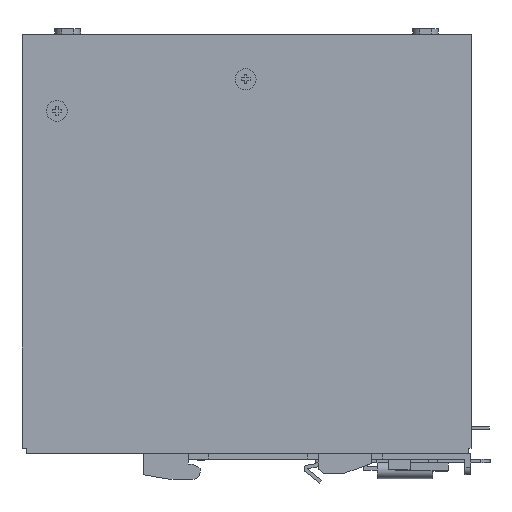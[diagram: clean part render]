
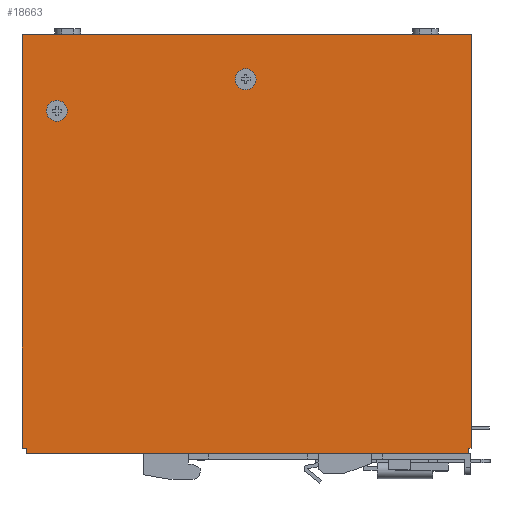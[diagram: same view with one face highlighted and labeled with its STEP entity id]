
A CAD part, left-side view. The second image highlights one B-rep face of the part: STEP entity #18663.
In plain terms, the highlighted planar face has unit normal (-1, 0, 0).
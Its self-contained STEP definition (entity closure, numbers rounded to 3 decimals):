
#458=LINE('',#27891,#2185);
#517=LINE('',#28315,#2244);
#678=LINE('',#28669,#2405);
#679=LINE('',#28675,#2406);
#680=LINE('',#28677,#2407);
#681=LINE('',#28679,#2408);
#682=LINE('',#28681,#2409);
#683=LINE('',#28682,#2410);
#2185=VECTOR('',#22055,1000.);
#2244=VECTOR('',#22434,1000.);
#2405=VECTOR('',#22651,1000.);
#2406=VECTOR('',#22658,1000.);
#2407=VECTOR('',#22659,1000.);
#2408=VECTOR('',#22660,1000.);
#2409=VECTOR('',#22661,1000.);
#2410=VECTOR('',#22662,1000.);
#4327=ORIENTED_EDGE('',*,*,#9269,.F.);
#4328=ORIENTED_EDGE('',*,*,#9270,.F.);
#4329=ORIENTED_EDGE('',*,*,#9271,.T.);
#4330=ORIENTED_EDGE('',*,*,#8886,.F.);
#4331=ORIENTED_EDGE('',*,*,#9268,.F.);
#4332=ORIENTED_EDGE('',*,*,#9272,.F.);
#4333=ORIENTED_EDGE('',*,*,#9273,.F.);
#4334=ORIENTED_EDGE('',*,*,#9274,.F.);
#4335=ORIENTED_EDGE('',*,*,#9094,.F.);
#4336=ORIENTED_EDGE('',*,*,#9275,.T.);
#8886=EDGE_CURVE('',#11365,#11357,#458,.T.);
#9094=EDGE_CURVE('',#11570,#11571,#517,.T.);
#9268=EDGE_CURVE('',#11735,#11365,#678,.T.);
#9269=EDGE_CURVE('',#11736,#11736,#13308,.F.);
#9270=EDGE_CURVE('',#11737,#11737,#13309,.F.);
#9271=EDGE_CURVE('',#11738,#11357,#679,.T.);
#9272=EDGE_CURVE('',#11739,#11735,#680,.T.);
#9273=EDGE_CURVE('',#11740,#11739,#681,.T.);
#9274=EDGE_CURVE('',#11571,#11740,#682,.T.);
#9275=EDGE_CURVE('',#11570,#11738,#683,.T.);
#11357=VERTEX_POINT('',#27874);
#11365=VERTEX_POINT('',#27890);
#11570=VERTEX_POINT('',#28314);
#11571=VERTEX_POINT('',#28316);
#11735=VERTEX_POINT('',#28668);
#11736=VERTEX_POINT('',#28672);
#11737=VERTEX_POINT('',#28674);
#11738=VERTEX_POINT('',#28676);
#11739=VERTEX_POINT('',#28678);
#11740=VERTEX_POINT('',#28680);
#13308=CIRCLE('',#20131,2.875);
#13309=CIRCLE('',#20132,2.875);
#14079=EDGE_LOOP('',(#4327));
#14080=EDGE_LOOP('',(#4328));
#14081=EDGE_LOOP('',(#4329,#4330,#4331,#4332,#4333,#4334,#4335,#4336));
#16006=FACE_BOUND('',#14079,.T.);
#16007=FACE_BOUND('',#14080,.T.);
#16008=FACE_BOUND('',#14081,.T.);
#17764=PLANE('',#20130);
#18663=ADVANCED_FACE('',(#16006,#16007,#16008),#17764,.F.);
#20130=AXIS2_PLACEMENT_3D('',#28670,#22652,#22653);
#20131=AXIS2_PLACEMENT_3D('',#28671,#22654,#22655);
#20132=AXIS2_PLACEMENT_3D('',#28673,#22656,#22657);
#22055=DIRECTION('',(0.,0.,-1.));
#22434=DIRECTION('',(0.,1.,0.));
#22651=DIRECTION('',(0.,-1.,0.));
#22652=DIRECTION('',(1.,0.,0.));
#22653=DIRECTION('',(0.,0.,-1.));
#22654=DIRECTION('',(1.,0.,0.));
#22655=DIRECTION('',(0.,0.,-1.));
#22656=DIRECTION('',(1.,0.,0.));
#22657=DIRECTION('',(0.,0.,-1.));
#22658=DIRECTION('',(0.,-1.,0.));
#22659=DIRECTION('',(0.,0.,1.));
#22660=DIRECTION('',(0.,1.,0.));
#22661=DIRECTION('',(0.,0.,1.));
#22662=DIRECTION('',(0.,0.,1.));
#27874=CARTESIAN_POINT('',(-28.,0.,1.5));
#27890=CARTESIAN_POINT('',(-28.,0.,115.2));
#27891=CARTESIAN_POINT('',(-28.,0.,115.2));
#28314=CARTESIAN_POINT('',(-28.,0.8,0.));
#28315=CARTESIAN_POINT('',(-28.,0.,0.));
#28316=CARTESIAN_POINT('',(-28.,122.3,0.));
#28668=CARTESIAN_POINT('',(-28.,123.6,115.2));
#28669=CARTESIAN_POINT('',(-28.,123.6,115.2));
#28670=CARTESIAN_POINT('',(-28.,0.,0.));
#28671=CARTESIAN_POINT('',(-28.,114.,94.3));
#28672=CARTESIAN_POINT('',(-28.,114.,91.425));
#28673=CARTESIAN_POINT('',(-28.,62.05,103.));
#28674=CARTESIAN_POINT('',(-28.,62.05,100.125));
#28675=CARTESIAN_POINT('',(-28.,0.8,1.5));
#28676=CARTESIAN_POINT('',(-28.,0.8,1.5));
#28677=CARTESIAN_POINT('',(-28.,123.6,0.));
#28678=CARTESIAN_POINT('',(-28.,123.6,1.5));
#28679=CARTESIAN_POINT('',(-28.,0.,1.5));
#28680=CARTESIAN_POINT('',(-28.,122.3,1.5));
#28681=CARTESIAN_POINT('',(-28.,122.3,0.));
#28682=CARTESIAN_POINT('',(-28.,0.8,0.));
